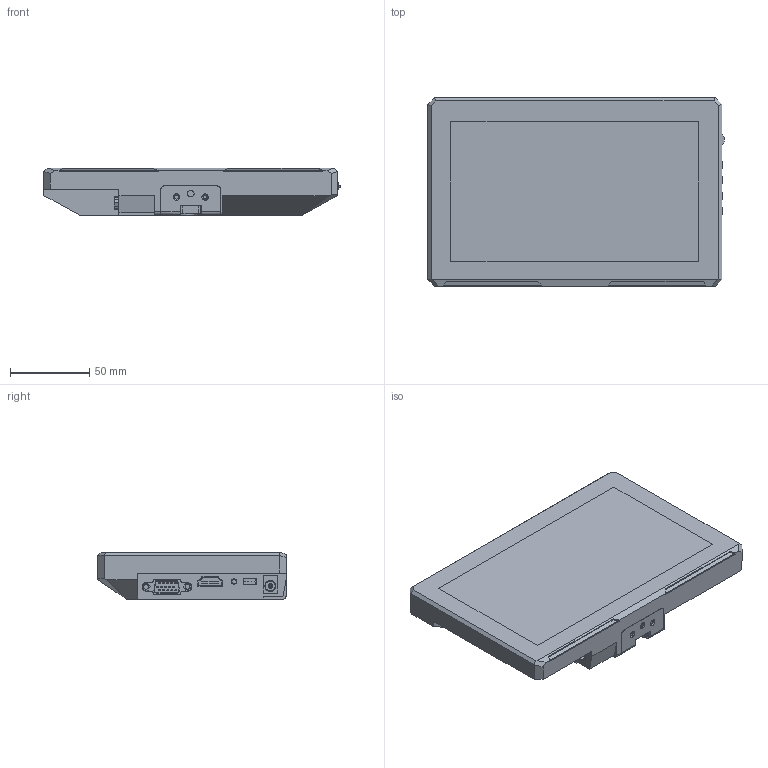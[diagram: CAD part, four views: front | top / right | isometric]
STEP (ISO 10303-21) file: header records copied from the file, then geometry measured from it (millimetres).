
FILE_DESCRIPTION(/* description */ (''),/* implementation_level */ '2;1');
FILE_NAME(/* name */ 'Lilliput 779GL-70NP-C-T 7 7 inch without base.stp',/* time_stamp */ '2016-12-02T08:51:15+01:00',/* author */ ('Tonny'),/* organization */ (''),/* preprocessor_version */ 'ST-DEVELOPER v16.5',/* originating_system */ 'Autodesk Inventor 2017',/* authorisation */ '');
FILE_SCHEMA (('AUTOMOTIVE_DESIGN { 1 0 10303 214 3 1 1 }'));
Length unit declared in the file: millimetre
Products named in the file (11): Lilliput 779GL-70NP-C-T 7  7 inch HDMI; Lilliput 779GL-70NP-C-T 7  7 inch HDMI_1; camera mount; BS 4183 - M2,5 x 4; glass; VGA adaptor; HDMI; connector; 12V DC adaptor; knob; volume
Assembly tree (16 placements, depth 2):
  Lilliput 779GL-70NP-C-T 7  7 inch HDMI
    Lilliput 779GL-70NP-C-T 7  7 inch HDMI_1
    camera mount
    BS 4183 - M2,5 x 4  x4
    glass
    VGA adaptor
    HDMI
    connector
    12V DC adaptor
    knob  x4
    volume
Bounding box: 186.5 x 118.5 x 29.97 mm (x, y, z)
Volume: 525242.2 mm3; surface area: 102241.2 mm2
Topology: 16 solids, 16 shells, 619 faces, 1545 edges, 1001 vertices
Faces by surface type: plane 405, cylinder 118, cone 74, torus 17, bspline 5
Full cylindrical faces by diameter (mm): 0.4 x4, 0.85 x15, 1.5 x1, 1.948 x4, 2 x2, 2.5 x10, 2.75 x2, 2.828 x1, 2.9 x1, 3 x2, 3.242 x4, 3.3 x1, 3.5 x1, 4.134 x1, 4.45 x4, 6.25 x1, 7 x1, 13 x1
Entity records: 14160 total; most frequent: CARTESIAN_POINT 2622, DIRECTION 2344, ORIENTED_EDGE 2190, EDGE_CURVE 1095, AXIS2_PLACEMENT_3D 786, LINE 772, VECTOR 772, VERTEX_POINT 754
